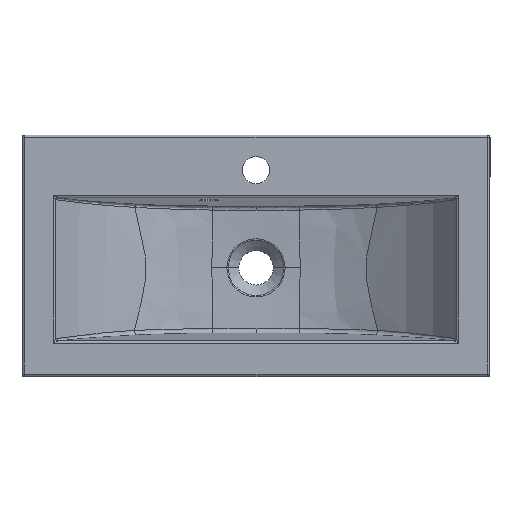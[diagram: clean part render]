
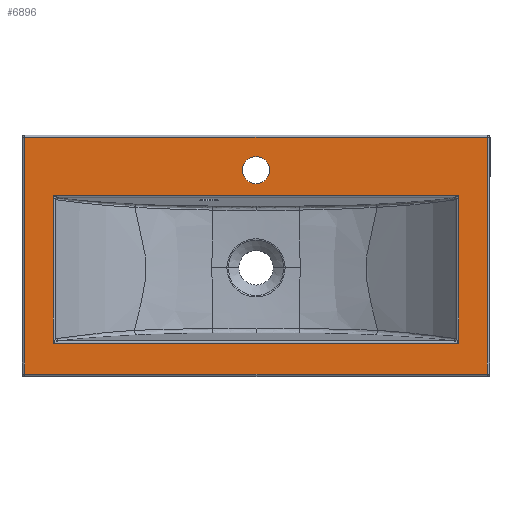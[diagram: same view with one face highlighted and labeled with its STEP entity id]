
A CAD part, top view. The second image highlights one B-rep face of the part: STEP entity #6896.
In plain terms, the highlighted planar face has unit normal (0, 0, 1).
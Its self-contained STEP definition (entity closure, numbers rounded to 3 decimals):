
#23 = LINE ( 'NONE', #2931, #230 ) ;
#114 = EDGE_CURVE ( 'NONE', #1450, #6524, #4275, .T. ) ;
#187 = CARTESIAN_POINT ( 'NONE',  ( 53.646, 307., 13. ) ) ;
#230 = VECTOR ( 'NONE', #4359, 1000. ) ;
#338 = EDGE_LOOP ( 'NONE', ( #1311, #6159, #8058, #8326 ) ) ;
#378 = ORIENTED_EDGE ( 'NONE', *, *, #8342, .T. ) ;
#583 = VERTEX_POINT ( 'NONE', #1138 ) ;
#626 = CARTESIAN_POINT ( 'NONE',  ( 332.5, 265., 13. ) ) ;
#703 = VECTOR ( 'NONE', #5428, 1000. ) ;
#770 = ORIENTED_EDGE ( 'NONE', *, *, #7213, .T. ) ;
#979 = EDGE_CURVE ( 'NONE', #3964, #5009, #6637, .T. ) ;
#1089 = CARTESIAN_POINT ( 'NONE',  ( 350., 265., 13. ) ) ;
#1097 = FACE_BOUND ( 'NONE', #2624, .T. ) ;
#1109 = CARTESIAN_POINT ( 'NONE',  ( 90.309, 43.251, 13. ) ) ;
#1138 = CARTESIAN_POINT ( 'NONE',  ( 646.354, 307., 13. ) ) ;
#1139 = LINE ( 'NONE', #4673, #703 ) ;
#1194 = DIRECTION ( 'NONE',  ( 0., 0., -1. ) ) ;
#1311 = ORIENTED_EDGE ( 'NONE', *, *, #5779, .T. ) ;
#1450 = VERTEX_POINT ( 'NONE', #3618 ) ;
#1585 = VERTEX_POINT ( 'NONE', #6652 ) ;
#2006 = VERTEX_POINT ( 'NONE', #187 ) ;
#2439 = DIRECTION ( 'NONE',  ( 1., 0., 0. ) ) ;
#2493 = CARTESIAN_POINT ( 'NONE',  ( 609.691, 232.749, 13. ) ) ;
#2624 = EDGE_LOOP ( 'NONE', ( #6546, #9365 ) ) ;
#2707 = DIRECTION ( 'NONE',  ( 1., 0., 0. ) ) ;
#2757 = AXIS2_PLACEMENT_3D ( 'NONE', #8281, #3166, #2439 ) ;
#2810 = CARTESIAN_POINT ( 'NONE',  ( 609.691, 43.251, 13. ) ) ;
#2931 = CARTESIAN_POINT ( 'NONE',  ( 90.309, 0., 13. ) ) ;
#3075 = CARTESIAN_POINT ( 'NONE',  ( 646.354, 3.646, 13. ) ) ;
#3166 = DIRECTION ( 'NONE',  ( 0., 0., 1. ) ) ;
#3314 = CARTESIAN_POINT ( 'NONE',  ( 609.691, 0., 13. ) ) ;
#3523 = CIRCLE ( 'NONE', #2757, 17.5 ) ;
#3618 = CARTESIAN_POINT ( 'NONE',  ( 53.646, 3.646, 13. ) ) ;
#3679 = EDGE_CURVE ( 'NONE', #2006, #1450, #9263, .T. ) ;
#3740 = AXIS2_PLACEMENT_3D ( 'NONE', #8470, #1194, #4907 ) ;
#3964 = VERTEX_POINT ( 'NONE', #6823 ) ;
#3998 = FACE_OUTER_BOUND ( 'NONE', #7724, .T. ) ;
#4142 = DIRECTION ( 'NONE',  ( 0., -1., 0. ) ) ;
#4193 = VECTOR ( 'NONE', #7200, 1000. ) ;
#4275 = LINE ( 'NONE', #5476, #4193 ) ;
#4359 = DIRECTION ( 'NONE',  ( 0., -1., 0. ) ) ;
#4601 = CARTESIAN_POINT ( 'NONE',  ( 0., 232.749, 13. ) ) ;
#4673 = CARTESIAN_POINT ( 'NONE',  ( 646.354, 0., 13. ) ) ;
#4721 = VECTOR ( 'NONE', #6156, 1000. ) ;
#4907 = DIRECTION ( 'NONE',  ( -1., 0., 0. ) ) ;
#4949 = VECTOR ( 'NONE', #6912, 1000. ) ;
#4964 = ORIENTED_EDGE ( 'NONE', *, *, #3679, .T. ) ;
#5009 = VERTEX_POINT ( 'NONE', #2493 ) ;
#5178 = EDGE_CURVE ( 'NONE', #1585, #8090, #9330, .T. ) ;
#5428 = DIRECTION ( 'NONE',  ( 0., 1., 0. ) ) ;
#5476 = CARTESIAN_POINT ( 'NONE',  ( 0., 3.646, 13. ) ) ;
#5569 = EDGE_CURVE ( 'NONE', #3964, #8763, #23, .T. ) ;
#5779 = EDGE_CURVE ( 'NONE', #7051, #8763, #7628, .T. ) ;
#6156 = DIRECTION ( 'NONE',  ( 0., -1., 0. ) ) ;
#6159 = ORIENTED_EDGE ( 'NONE', *, *, #5569, .F. ) ;
#6335 = DIRECTION ( 'NONE',  ( -1., 0., 0. ) ) ;
#6374 = CARTESIAN_POINT ( 'NONE',  ( 0., 307., 13. ) ) ;
#6524 = VERTEX_POINT ( 'NONE', #3075 ) ;
#6546 = ORIENTED_EDGE ( 'NONE', *, *, #5178, .F. ) ;
#6637 = LINE ( 'NONE', #4601, #7334 ) ;
#6652 = CARTESIAN_POINT ( 'NONE',  ( 367.5, 265., 13. ) ) ;
#6823 = CARTESIAN_POINT ( 'NONE',  ( 90.309, 232.749, 13. ) ) ;
#6888 = DIRECTION ( 'NONE',  ( 0., 0., 1. ) ) ;
#6896 = ADVANCED_FACE ( 'NONE', ( #1097, #8511, #3998 ), #7664, .F. ) ;
#6912 = DIRECTION ( 'NONE',  ( -1., 0., 0. ) ) ;
#7051 = VERTEX_POINT ( 'NONE', #2810 ) ;
#7200 = DIRECTION ( 'NONE',  ( 1., 0., 0. ) ) ;
#7213 = EDGE_CURVE ( 'NONE', #6524, #583, #1139, .T. ) ;
#7334 = VECTOR ( 'NONE', #8769, 1000. ) ;
#7441 = CARTESIAN_POINT ( 'NONE',  ( 90.309, 43.251, 13. ) ) ;
#7628 = LINE ( 'NONE', #1109, #4949 ) ;
#7633 = LINE ( 'NONE', #3314, #4721 ) ;
#7664 = PLANE ( 'NONE',  #3740 ) ;
#7724 = EDGE_LOOP ( 'NONE', ( #8615, #770, #378, #4964 ) ) ;
#7798 = LINE ( 'NONE', #6374, #8048 ) ;
#7834 = VECTOR ( 'NONE', #4142, 1000. ) ;
#7887 = EDGE_CURVE ( 'NONE', #8090, #1585, #3523, .T. ) ;
#7891 = CARTESIAN_POINT ( 'NONE',  ( 53.646, 0., 13. ) ) ;
#8048 = VECTOR ( 'NONE', #6335, 1000. ) ;
#8058 = ORIENTED_EDGE ( 'NONE', *, *, #979, .T. ) ;
#8090 = VERTEX_POINT ( 'NONE', #626 ) ;
#8281 = CARTESIAN_POINT ( 'NONE',  ( 350., 265., 13. ) ) ;
#8326 = ORIENTED_EDGE ( 'NONE', *, *, #8862, .T. ) ;
#8342 = EDGE_CURVE ( 'NONE', #583, #2006, #7798, .T. ) ;
#8470 = CARTESIAN_POINT ( 'NONE',  ( 0., 0., 13. ) ) ;
#8511 = FACE_BOUND ( 'NONE', #338, .T. ) ;
#8615 = ORIENTED_EDGE ( 'NONE', *, *, #114, .T. ) ;
#8763 = VERTEX_POINT ( 'NONE', #7441 ) ;
#8769 = DIRECTION ( 'NONE',  ( 1., 0., 0. ) ) ;
#8862 = EDGE_CURVE ( 'NONE', #5009, #7051, #7633, .T. ) ;
#8876 = AXIS2_PLACEMENT_3D ( 'NONE', #1089, #6888, #2707 ) ;
#9263 = LINE ( 'NONE', #7891, #7834 ) ;
#9330 = CIRCLE ( 'NONE', #8876, 17.5 ) ;
#9365 = ORIENTED_EDGE ( 'NONE', *, *, #7887, .F. ) ;
